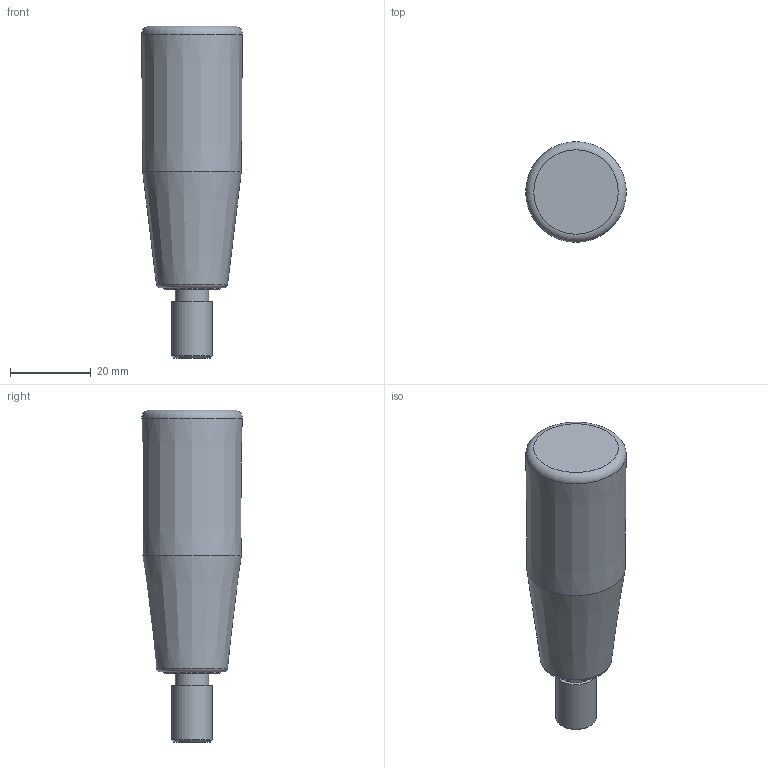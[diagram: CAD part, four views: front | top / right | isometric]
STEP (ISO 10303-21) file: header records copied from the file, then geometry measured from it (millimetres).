
FILE_DESCRIPTION( ( 'Unknown' ), '1' );
FILE_NAME( '6138021_MGE25x65.stp', 'Unknown', ( 'Unknown' ), ( 'Unknown' ), 'PSStep 11.0', 'Unknown', ' ' );
FILE_SCHEMA( ( 'AUTOMOTIVE_DESIGN { 1 0 10303 214 1 1 1 1 }' ) );
Length unit declared in the file: millimetre
Products named in the file (2): 8900101
Bounding box: 24.97 x 24.97 x 82.4 mm (x, y, z)
Volume: 27298.7 mm3; surface area: 9388.2 mm2
Topology: 2 solids, 3 shells, 54 faces, 125 edges, 82 vertices
Faces by surface type: plane 31, cone 11, cylinder 10, torus 2
Full cylindrical faces by diameter (mm): 5.1 x1, 8.3 x1, 8.7 x1, 9.6 x1, 10 x1, 10.2 x1, 12.8 x1, 13.943 x1
Entity records: 1865 total; most frequent: CARTESIAN_POINT 257, DIRECTION 248, ORIENTED_EDGE 202, EDGE_CURVE 101, AXIS2_PLACEMENT_3D 99, EDGE_LOOP 76, VERTEX_POINT 76, FACE_OUTER_BOUND 64
